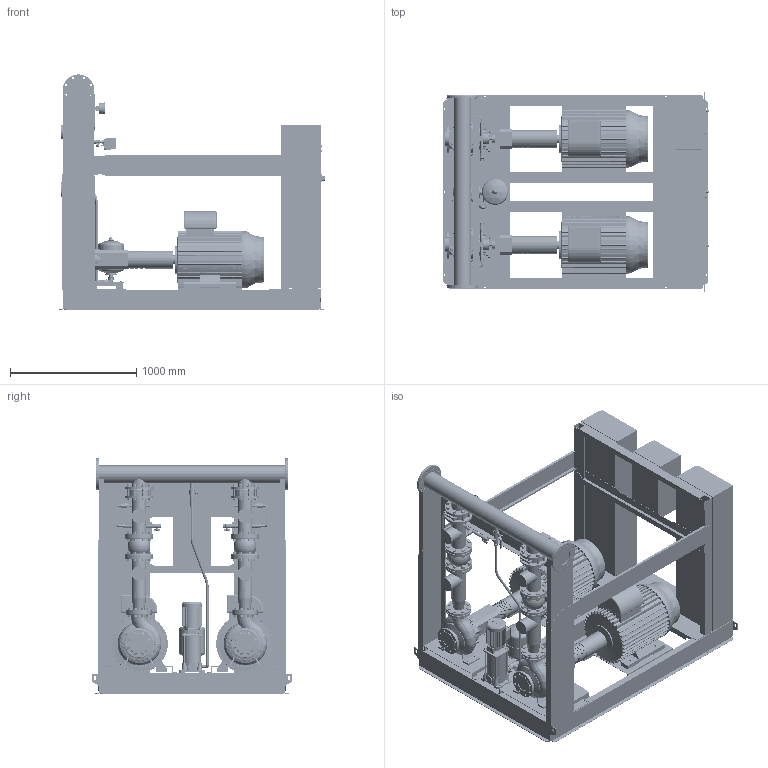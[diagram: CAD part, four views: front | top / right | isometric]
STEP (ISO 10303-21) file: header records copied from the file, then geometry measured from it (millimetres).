
FILE_DESCRIPTION((''),'2;1');
FILE_NAME('3d_Sifire-EN-80_200-215.5-45_45_1.1EEJ-4183967.stp','2015-05-25T14:42:31',(''),(''),'Mechanical Desktop 2009','Mechanical Desktop 2009',', , ');
FILE_SCHEMA(('CONFIG_CONTROL_DESIGN'));
Length unit declared in the file: millimetre
Products named in the file (1): Product
Bounding box: 2105.5 x 1582 x 1860 mm (x, y, z)
Volume: 696269621.9 mm3; surface area: 41348124.8 mm2
Topology: 319 solids, 319 shells, 7388 faces, 17717 edges, 11137 vertices
Faces by surface type: plane 2532, bspline 2316, cylinder 1466, cone 880, torus 156, sphere 38
Entity records: 235412 total; most frequent: CARTESIAN_POINT 75401, ORIENTED_EDGE 35370, DIRECTION 30357, EDGE_CURVE 17685, VERTEX_POINT 11135, AXIS2_PLACEMENT_3D 10828, VECTOR 8701, LINE 8701
